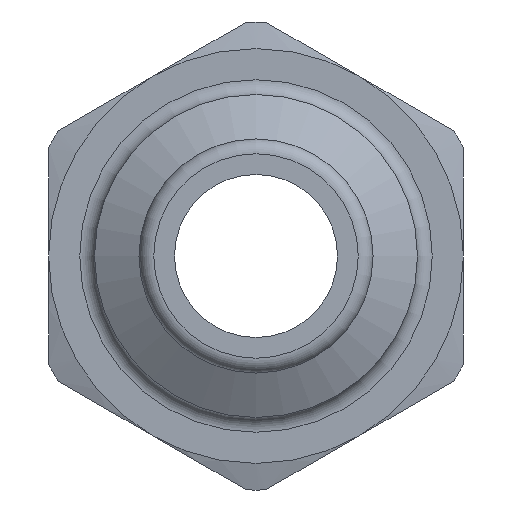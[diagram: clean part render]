
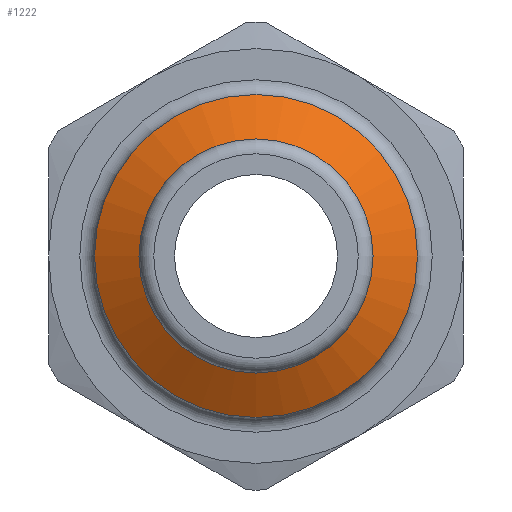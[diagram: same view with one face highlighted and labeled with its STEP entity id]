
A CAD part, left-side view. The second image highlights one B-rep face of the part: STEP entity #1222.
In plain terms, the highlighted conical face has half-angle 60 degrees and reference radius 4.7 mm.
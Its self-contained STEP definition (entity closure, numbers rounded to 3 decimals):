
#1060=CARTESIAN_POINT('',(8.2,3.95,0.0));
#1061=VERTEX_POINT('',#1060);
#1062=CARTESIAN_POINT('',(8.2,0.0,0.0));
#1063=DIRECTION('',(1.0,0.0,0.0));
#1064=DIRECTION('',(0.0,1.0,0.0));
#1065=AXIS2_PLACEMENT_3D('',#1062,#1063,#1064);
#1066=CIRCLE('',#1065,3.95);
#1067=EDGE_CURVE('',#1061,#1061,#1066,.T.);
#1203=CARTESIAN_POINT('',(8.633,0.0,0.0));
#1204=DIRECTION('',(1.0,0.0,0.0));
#1205=DIRECTION('',(0.0,1.0,0.0));
#1206=AXIS2_PLACEMENT_3D('',#1203,#1204,#1205);
#1207=CONICAL_SURFACE('',#1206,4.7,60.);
#1208=CARTESIAN_POINT('',(9.066,5.45,0.0));
#1209=VERTEX_POINT('',#1208);
#1210=CARTESIAN_POINT('',(9.066,0.0,0.0));
#1211=DIRECTION('',(1.0,0.0,0.0));
#1212=DIRECTION('',(0.0,1.0,0.0));
#1213=AXIS2_PLACEMENT_3D('',#1210,#1211,#1212);
#1214=CIRCLE('',#1213,5.45);
#1215=EDGE_CURVE('',#1209,#1209,#1214,.T.);
#1216=ORIENTED_EDGE('',*,*,#1215,.F.);
#1217=EDGE_LOOP('',(#1216));
#1218=FACE_OUTER_BOUND('',#1217,.T.);
#1219=ORIENTED_EDGE('',*,*,#1067,.T.);
#1220=EDGE_LOOP('',(#1219));
#1221=FACE_BOUND('',#1220,.T.);
#1222=ADVANCED_FACE('',(#1218,#1221),#1207,.T.);
